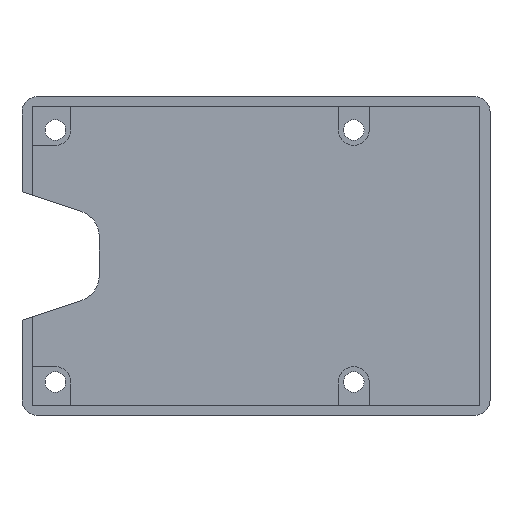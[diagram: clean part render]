
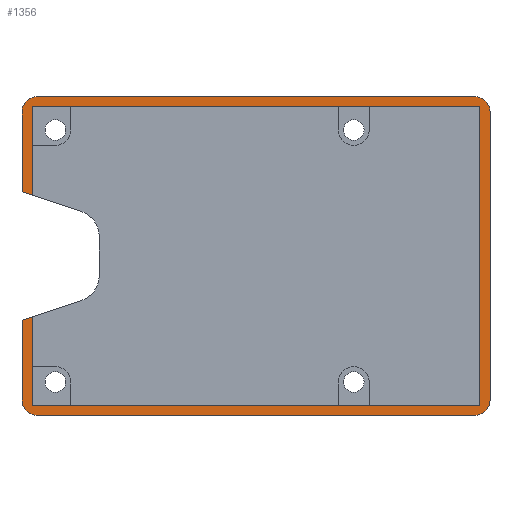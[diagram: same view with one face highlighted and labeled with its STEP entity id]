
A CAD part, top view. The second image highlights one B-rep face of the part: STEP entity #1356.
In plain terms, the highlighted planar face has unit normal (0, 0, 1).
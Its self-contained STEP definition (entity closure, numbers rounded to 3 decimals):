
#8 = DIRECTION ( 'NONE',  ( 0., 0., 1. ) ) ;
#19 = CARTESIAN_POINT ( 'NONE',  ( -42.5, -31., 5.5 ) ) ;
#26 = AXIS2_PLACEMENT_3D ( 'NONE', #1738, #1469, #1305 ) ;
#44 = VERTEX_POINT ( 'NONE', #1674 ) ;
#66 = VERTEX_POINT ( 'NONE', #1680 ) ;
#71 = ORIENTED_EDGE ( 'NONE', *, *, #1072, .T. ) ;
#117 = CARTESIAN_POINT ( 'NONE',  ( -0.8, -2.4, 5.5 ) ) ;
#133 = EDGE_CURVE ( 'NONE', #1108, #1747, #171, .T. ) ;
#150 = ORIENTED_EDGE ( 'NONE', *, *, #305, .T. ) ;
#151 = CARTESIAN_POINT ( 'NONE',  ( 42.5, 31., 5.5 ) ) ;
#171 = CIRCLE ( 'NONE', #1163, 3. ) ;
#177 = DIRECTION ( 'NONE',  ( 1., 0., 0. ) ) ;
#195 = EDGE_CURVE ( 'NONE', #289, #605, #576, .T. ) ;
#212 = CARTESIAN_POINT ( 'NONE',  ( -0.8, 2.4, 5.5 ) ) ;
#214 = VECTOR ( 'NONE', #1174, 1000. ) ;
#224 = ORIENTED_EDGE ( 'NONE', *, *, #1013, .F. ) ;
#264 = VECTOR ( 'NONE', #1514, 1000. ) ;
#289 = VERTEX_POINT ( 'NONE', #1645 ) ;
#305 = EDGE_CURVE ( 'NONE', #605, #1762, #702, .T. ) ;
#329 = EDGE_CURVE ( 'NONE', #548, #1038, #668, .T. ) ;
#337 = DIRECTION ( 'NONE',  ( 0., -1., 0. ) ) ;
#357 = CARTESIAN_POINT ( 'NONE',  ( -45.5, 28., 5.5 ) ) ;
#359 = VECTOR ( 'NONE', #1735, 1000. ) ;
#363 = AXIS2_PLACEMENT_3D ( 'NONE', #1241, #8, #1128 ) ;
#372 = DIRECTION ( 'NONE',  ( 0., 0., 1. ) ) ;
#373 = VERTEX_POINT ( 'NONE', #19 ) ;
#380 = ORIENTED_EDGE ( 'NONE', *, *, #473, .F. ) ;
#386 = EDGE_CURVE ( 'NONE', #373, #1108, #695, .T. ) ;
#401 = ORIENTED_EDGE ( 'NONE', *, *, #966, .T. ) ;
#427 = CIRCLE ( 'NONE', #825, 3. ) ;
#429 = CARTESIAN_POINT ( 'NONE',  ( -45.5, 31., 5.5 ) ) ;
#449 = DIRECTION ( 'NONE',  ( 0., -1., 0. ) ) ;
#460 = DIRECTION ( 'NONE',  ( 0., 0., 1. ) ) ;
#472 = LINE ( 'NONE', #1011, #1300 ) ;
#473 = EDGE_CURVE ( 'NONE', #1038, #66, #721, .T. ) ;
#495 = ORIENTED_EDGE ( 'NONE', *, *, #386, .T. ) ;
#498 = ORIENTED_EDGE ( 'NONE', *, *, #952, .T. ) ;
#505 = EDGE_CURVE ( 'NONE', #1342, #933, #1252, .T. ) ;
#514 = LINE ( 'NONE', #1329, #214 ) ;
#528 = ORIENTED_EDGE ( 'NONE', *, *, #611, .T. ) ;
#535 = LINE ( 'NONE', #117, #686 ) ;
#548 = VERTEX_POINT ( 'NONE', #1528 ) ;
#559 = CARTESIAN_POINT ( 'NONE',  ( 45.5, -28., 5.5 ) ) ;
#566 = VECTOR ( 'NONE', #799, 1000. ) ;
#569 = DIRECTION ( 'NONE',  ( 1., 0., 0. ) ) ;
#576 = CIRCLE ( 'NONE', #26, 3. ) ;
#577 = VECTOR ( 'NONE', #569, 1000. ) ;
#578 = DIRECTION ( 'NONE',  ( 0., -1., 0. ) ) ;
#605 = VERTEX_POINT ( 'NONE', #357 ) ;
#611 = EDGE_CURVE ( 'NONE', #1046, #289, #514, .T. ) ;
#625 = DIRECTION ( 'NONE',  ( 1., 0., 0. ) ) ;
#629 = VERTEX_POINT ( 'NONE', #909 ) ;
#642 = AXIS2_PLACEMENT_3D ( 'NONE', #691, #1118, #840 ) ;
#668 = LINE ( 'NONE', #1634, #264 ) ;
#676 = DIRECTION ( 'NONE',  ( -0.949, 0.316, 0. ) ) ;
#686 = VECTOR ( 'NONE', #676, 1000. ) ;
#691 = CARTESIAN_POINT ( 'NONE',  ( 0., 0., 5.5 ) ) ;
#695 = LINE ( 'NONE', #1230, #577 ) ;
#702 = LINE ( 'NONE', #429, #879 ) ;
#709 = LINE ( 'NONE', #1251, #990 ) ;
#721 = LINE ( 'NONE', #1537, #835 ) ;
#726 = EDGE_CURVE ( 'NONE', #44, #1028, #1321, .T. ) ;
#730 = ORIENTED_EDGE ( 'NONE', *, *, #133, .T. ) ;
#787 = CARTESIAN_POINT ( 'NONE',  ( 43.5, -29., 5.5 ) ) ;
#799 = DIRECTION ( 'NONE',  ( 0., 1., 0. ) ) ;
#825 = AXIS2_PLACEMENT_3D ( 'NONE', #1401, #460, #177 ) ;
#835 = VECTOR ( 'NONE', #578, 1000. ) ;
#840 = DIRECTION ( 'NONE',  ( 1., 0., 0. ) ) ;
#849 = CARTESIAN_POINT ( 'NONE',  ( -45.5, -28., 5.5 ) ) ;
#855 = CARTESIAN_POINT ( 'NONE',  ( -43.5, 29., 5.5 ) ) ;
#879 = VECTOR ( 'NONE', #940, 1000. ) ;
#880 = EDGE_CURVE ( 'NONE', #933, #548, #906, .T. ) ;
#888 = ORIENTED_EDGE ( 'NONE', *, *, #1687, .F. ) ;
#906 = LINE ( 'NONE', #787, #566 ) ;
#909 = CARTESIAN_POINT ( 'NONE',  ( 45.5, 28., 5.5 ) ) ;
#933 = VERTEX_POINT ( 'NONE', #1472 ) ;
#940 = DIRECTION ( 'NONE',  ( 0., -1., 0. ) ) ;
#952 = EDGE_CURVE ( 'NONE', #629, #1046, #1272, .T. ) ;
#966 = EDGE_CURVE ( 'NONE', #993, #373, #427, .T. ) ;
#990 = VECTOR ( 'NONE', #1582, 1000. ) ;
#993 = VERTEX_POINT ( 'NONE', #849 ) ;
#1011 = CARTESIAN_POINT ( 'NONE',  ( -45.5, 31., 5.5 ) ) ;
#1013 = EDGE_CURVE ( 'NONE', #1028, #1342, #1120, .T. ) ;
#1028 = VERTEX_POINT ( 'NONE', #1235 ) ;
#1038 = VERTEX_POINT ( 'NONE', #855 ) ;
#1044 = VECTOR ( 'NONE', #449, 1000. ) ;
#1046 = VERTEX_POINT ( 'NONE', #151 ) ;
#1055 = VECTOR ( 'NONE', #1276, 1000. ) ;
#1072 = EDGE_CURVE ( 'NONE', #1747, #629, #709, .T. ) ;
#1095 = PLANE ( 'NONE',  #642 ) ;
#1108 = VERTEX_POINT ( 'NONE', #1440 ) ;
#1110 = FACE_OUTER_BOUND ( 'NONE', #1566, .T. ) ;
#1118 = DIRECTION ( 'NONE',  ( 0., 0., 1. ) ) ;
#1120 = LINE ( 'NONE', #1666, #1044 ) ;
#1128 = DIRECTION ( 'NONE',  ( 1., 0., 0. ) ) ;
#1163 = AXIS2_PLACEMENT_3D ( 'NONE', #1270, #372, #625 ) ;
#1174 = DIRECTION ( 'NONE',  ( -1., 0., 0. ) ) ;
#1202 = ORIENTED_EDGE ( 'NONE', *, *, #329, .F. ) ;
#1203 = EDGE_CURVE ( 'NONE', #44, #993, #472, .T. ) ;
#1228 = CARTESIAN_POINT ( 'NONE',  ( -45.5, 12.5, 5.5 ) ) ;
#1230 = CARTESIAN_POINT ( 'NONE',  ( -45.5, -31., 5.5 ) ) ;
#1231 = ORIENTED_EDGE ( 'NONE', *, *, #880, .F. ) ;
#1235 = CARTESIAN_POINT ( 'NONE',  ( -43.5, -11.833, 5.5 ) ) ;
#1241 = CARTESIAN_POINT ( 'NONE',  ( 42.5, 28., 5.5 ) ) ;
#1251 = CARTESIAN_POINT ( 'NONE',  ( 45.5, -31., 5.5 ) ) ;
#1252 = LINE ( 'NONE', #1682, #1055 ) ;
#1270 = CARTESIAN_POINT ( 'NONE',  ( 42.5, -28., 5.5 ) ) ;
#1272 = CIRCLE ( 'NONE', #363, 3. ) ;
#1276 = DIRECTION ( 'NONE',  ( 1., 0., 0. ) ) ;
#1300 = VECTOR ( 'NONE', #337, 1000. ) ;
#1305 = DIRECTION ( 'NONE',  ( 1., 0., 0. ) ) ;
#1306 = ORIENTED_EDGE ( 'NONE', *, *, #726, .F. ) ;
#1315 = CARTESIAN_POINT ( 'NONE',  ( -43.5, -29., 5.5 ) ) ;
#1321 = LINE ( 'NONE', #212, #359 ) ;
#1329 = CARTESIAN_POINT ( 'NONE',  ( 45.5, 31., 5.5 ) ) ;
#1342 = VERTEX_POINT ( 'NONE', #1315 ) ;
#1356 = ADVANCED_FACE ( 'NONE', ( #1110 ), #1095, .T. ) ;
#1401 = CARTESIAN_POINT ( 'NONE',  ( -42.5, -28., 5.5 ) ) ;
#1440 = CARTESIAN_POINT ( 'NONE',  ( 42.5, -31., 5.5 ) ) ;
#1449 = ORIENTED_EDGE ( 'NONE', *, *, #505, .F. ) ;
#1469 = DIRECTION ( 'NONE',  ( 0., 0., 1. ) ) ;
#1472 = CARTESIAN_POINT ( 'NONE',  ( 43.5, -29., 5.5 ) ) ;
#1498 = ORIENTED_EDGE ( 'NONE', *, *, #1203, .T. ) ;
#1514 = DIRECTION ( 'NONE',  ( -1., 0., 0. ) ) ;
#1528 = CARTESIAN_POINT ( 'NONE',  ( 43.5, 29., 5.5 ) ) ;
#1537 = CARTESIAN_POINT ( 'NONE',  ( -43.5, 29., 5.5 ) ) ;
#1566 = EDGE_LOOP ( 'NONE', ( #528, #1627, #150, #888, #380, #1202, #1231, #1449, #224, #1306, #1498, #401, #495, #730, #71, #498 ) ) ;
#1582 = DIRECTION ( 'NONE',  ( 0., 1., 0. ) ) ;
#1627 = ORIENTED_EDGE ( 'NONE', *, *, #195, .T. ) ;
#1634 = CARTESIAN_POINT ( 'NONE',  ( 43.5, 29., 5.5 ) ) ;
#1645 = CARTESIAN_POINT ( 'NONE',  ( -42.5, 31., 5.5 ) ) ;
#1666 = CARTESIAN_POINT ( 'NONE',  ( -43.5, 29., 5.5 ) ) ;
#1674 = CARTESIAN_POINT ( 'NONE',  ( -45.5, -12.5, 5.5 ) ) ;
#1680 = CARTESIAN_POINT ( 'NONE',  ( -43.5, 11.833, 5.5 ) ) ;
#1682 = CARTESIAN_POINT ( 'NONE',  ( -43.5, -29., 5.5 ) ) ;
#1687 = EDGE_CURVE ( 'NONE', #66, #1762, #535, .T. ) ;
#1735 = DIRECTION ( 'NONE',  ( 0.949, 0.316, 0. ) ) ;
#1738 = CARTESIAN_POINT ( 'NONE',  ( -42.5, 28., 5.5 ) ) ;
#1747 = VERTEX_POINT ( 'NONE', #559 ) ;
#1762 = VERTEX_POINT ( 'NONE', #1228 ) ;
